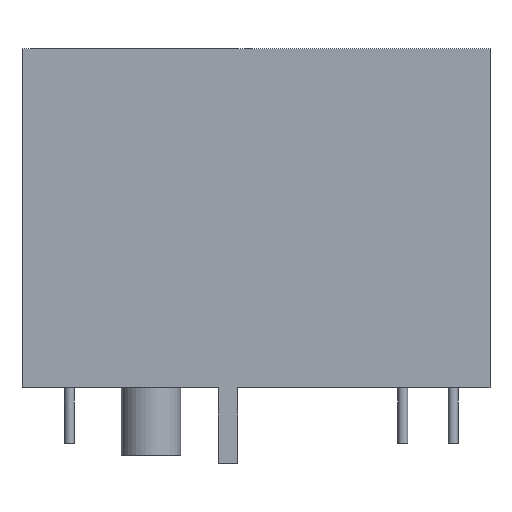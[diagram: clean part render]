
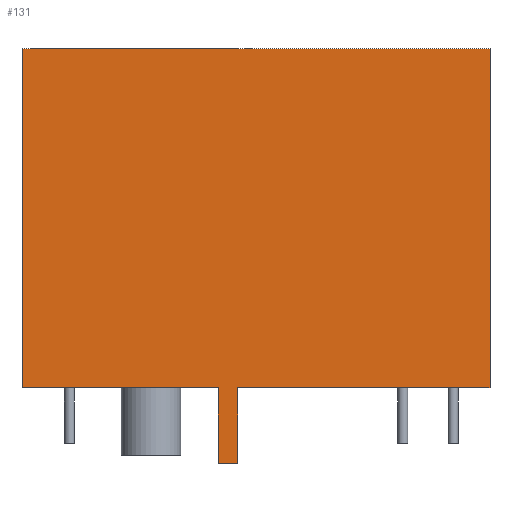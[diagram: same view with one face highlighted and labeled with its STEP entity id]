
A CAD part, left-side view. The second image highlights one B-rep face of the part: STEP entity #131.
In plain terms, the highlighted planar face has unit normal (-1, 0, 0).
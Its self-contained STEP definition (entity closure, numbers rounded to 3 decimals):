
#131 = ADVANCED_FACE( '', ( #332 ), #333, .T. );
#332 = FACE_OUTER_BOUND( '', #635, .T. );
#333 = PLANE( '', #636 );
#635 = EDGE_LOOP( '', ( #973, #974, #975, #976, #977, #978, #979, #980 ) );
#636 = AXIS2_PLACEMENT_3D( '', #981, #982, #983 );
#973 = ORIENTED_EDGE( '', *, *, #1644, .F. );
#974 = ORIENTED_EDGE( '', *, *, #1645, .F. );
#975 = ORIENTED_EDGE( '', *, *, #1646, .T. );
#976 = ORIENTED_EDGE( '', *, *, #1647, .T. );
#977 = ORIENTED_EDGE( '', *, *, #1648, .F. );
#978 = ORIENTED_EDGE( '', *, *, #1649, .F. );
#979 = ORIENTED_EDGE( '', *, *, #1650, .F. );
#980 = ORIENTED_EDGE( '', *, *, #1651, .T. );
#981 = CARTESIAN_POINT( '', ( -8.3, -17.1, 17.1 ) );
#982 = DIRECTION( '', ( -1., 0., 0. ) );
#983 = DIRECTION( '', ( 0., 0., 1. ) );
#1644 = EDGE_CURVE( '', #1934, #1935, #1936, .T. );
#1645 = EDGE_CURVE( '', #1937, #1934, #1938, .T. );
#1646 = EDGE_CURVE( '', #1937, #1939, #1940, .T. );
#1647 = EDGE_CURVE( '', #1939, #1941, #1942, .T. );
#1648 = EDGE_CURVE( '', #1943, #1941, #1944, .T. );
#1649 = EDGE_CURVE( '', #1945, #1943, #1946, .T. );
#1650 = EDGE_CURVE( '', #1947, #1945, #1948, .T. );
#1651 = EDGE_CURVE( '', #1947, #1935, #1949, .T. );
#1934 = VERTEX_POINT( '', #2347 );
#1935 = VERTEX_POINT( '', #2348 );
#1936 = LINE( '', #2349, #2350 );
#1937 = VERTEX_POINT( '', #2351 );
#1938 = LINE( '', #2352, #2353 );
#1939 = VERTEX_POINT( '', #2354 );
#1940 = LINE( '', #2355, #2356 );
#1941 = VERTEX_POINT( '', #2357 );
#1942 = LINE( '', #2358, #2359 );
#1943 = VERTEX_POINT( '', #2360 );
#1944 = LINE( '', #2361, #2362 );
#1945 = VERTEX_POINT( '', #2363 );
#1946 = LINE( '', #2364, #2365 );
#1947 = VERTEX_POINT( '', #2366 );
#1948 = LINE( '', #2367, #2368 );
#1949 = LINE( '', #2369, #2370 );
#2347 = CARTESIAN_POINT( '', ( -8.3, -17.1, 0. ) );
#2348 = CARTESIAN_POINT( '', ( -8.3, -4.39, 0. ) );
#2349 = CARTESIAN_POINT( '', ( -8.3, -17.1, 0. ) );
#2350 = VECTOR( '', #2834, 1000. );
#2351 = CARTESIAN_POINT( '', ( -8.3, -17.1, 17.1 ) );
#2352 = CARTESIAN_POINT( '', ( -8.3, -17.1, 17.1 ) );
#2353 = VECTOR( '', #2835, 1000. );
#2354 = CARTESIAN_POINT( '', ( -8.3, 6.5, 17.1 ) );
#2355 = CARTESIAN_POINT( '', ( -8.3, -17.1, 17.1 ) );
#2356 = VECTOR( '', #2836, 1000. );
#2357 = CARTESIAN_POINT( '', ( -8.3, 6.5, 0. ) );
#2358 = CARTESIAN_POINT( '', ( -8.3, 6.5, 17.1 ) );
#2359 = VECTOR( '', #2837, 1000. );
#2360 = CARTESIAN_POINT( '', ( -8.3, -3.39, 0. ) );
#2361 = CARTESIAN_POINT( '', ( -8.3, -17.1, 0. ) );
#2362 = VECTOR( '', #2838, 1000. );
#2363 = CARTESIAN_POINT( '', ( -8.3, -3.39, -3.8 ) );
#2364 = CARTESIAN_POINT( '', ( -8.3, -3.39, -3.8 ) );
#2365 = VECTOR( '', #2839, 1000. );
#2366 = CARTESIAN_POINT( '', ( -8.3, -4.39, -3.8 ) );
#2367 = CARTESIAN_POINT( '', ( -8.3, -4.39, -3.8 ) );
#2368 = VECTOR( '', #2840, 1000. );
#2369 = CARTESIAN_POINT( '', ( -8.3, -4.39, -3.8 ) );
#2370 = VECTOR( '', #2841, 1000. );
#2834 = DIRECTION( '', ( 0., 1., 0. ) );
#2835 = DIRECTION( '', ( 0., 0., -1. ) );
#2836 = DIRECTION( '', ( 0., 1., 0. ) );
#2837 = DIRECTION( '', ( 0., 0., -1. ) );
#2838 = DIRECTION( '', ( 0., 1., 0. ) );
#2839 = DIRECTION( '', ( 0., 0., 1. ) );
#2840 = DIRECTION( '', ( 0., 1., 0. ) );
#2841 = DIRECTION( '', ( 0., 0., 1. ) );
